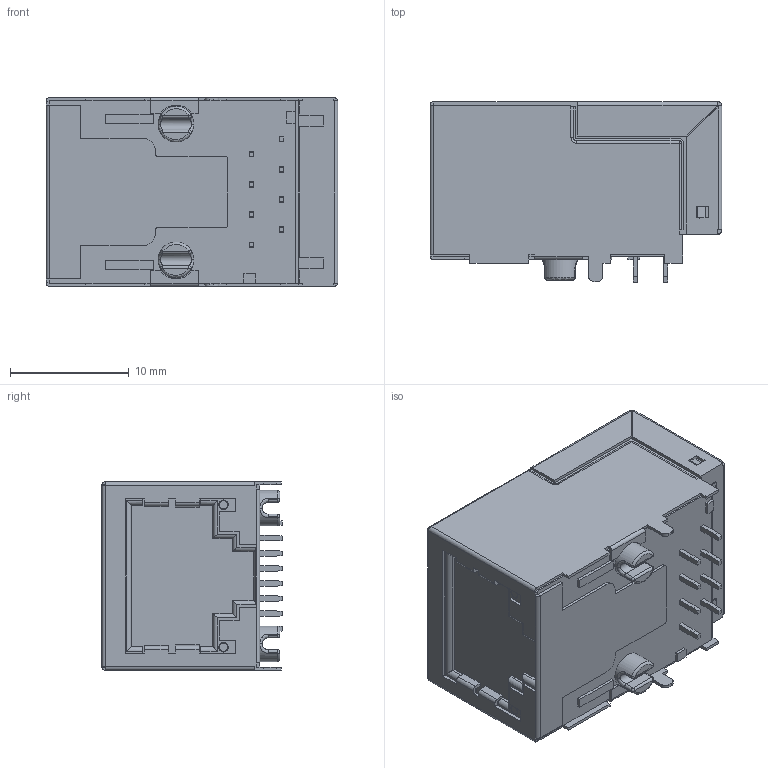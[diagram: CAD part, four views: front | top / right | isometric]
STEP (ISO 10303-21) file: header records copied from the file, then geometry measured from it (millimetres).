
FILE_DESCRIPTION (( 'STEP AP203' ), '1' );
FILE_NAME ('CUSTOMER-BB1243A04(82-00350).STEP', '2020-05-29T08:35:14', ( '' ), ( '' ), 'SwSTEP 2.0', 'SolidWorks 2018', '' );
FILE_SCHEMA (( 'CONFIG_CONTROL_DESIGN' ));
Length unit declared in the file: millimetre
Products named in the file (1): CUSTOMER-BB1243A04(82-00350)
Bounding box: 24.56 x 15.2 x 15.88 mm (x, y, z)
Volume: 4945.8 mm3; surface area: 2010 mm2
Topology: 1 solids, 11 shells, 577 faces, 1512 edges, 968 vertices
Faces by surface type: plane 442, cylinder 91, bspline 32, cone 8, torus 2, sphere 2
Entity records: 18519 total; most frequent: CARTESIAN_POINT 4412, ORIENTED_EDGE 3008, DIRECTION 2714, EDGE_CURVE 1504, LINE 1254, VECTOR 1254, VERTEX_POINT 968, AXIS2_PLACEMENT_3D 730
